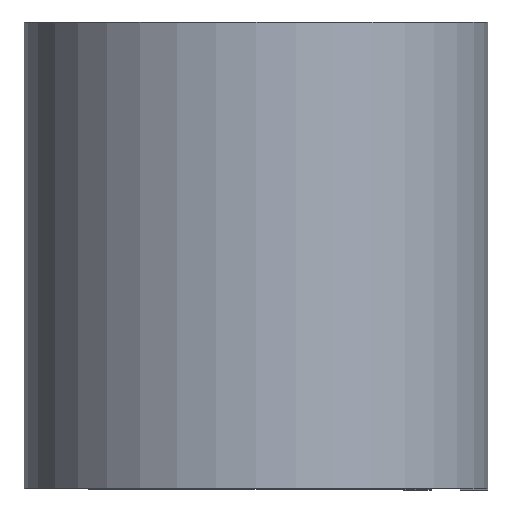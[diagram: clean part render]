
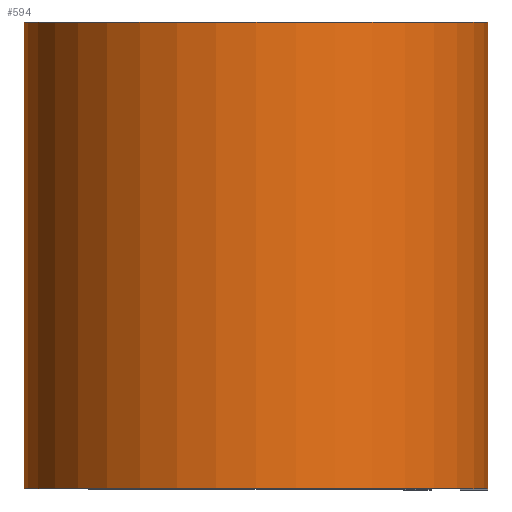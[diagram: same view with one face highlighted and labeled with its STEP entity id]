
A CAD part, top view. The second image highlights one B-rep face of the part: STEP entity #594.
In plain terms, the highlighted cylindrical face has radius 12.636 mm (diameter 25.273 mm), a partial arc.
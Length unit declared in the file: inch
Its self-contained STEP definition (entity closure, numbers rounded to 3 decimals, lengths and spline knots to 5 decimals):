
#4 = LINE ( 'NONE', #119, #268 ) ;
#18 = DIRECTION ( 'NONE',  ( 1., 0., 0. ) ) ;
#21 = DIRECTION ( 'NONE',  ( 0., 1., 0. ) ) ;
#23 = DIRECTION ( 'NONE',  ( 1., 0., 0. ) ) ;
#27 = CIRCLE ( 'NONE', #609, 0.4975 ) ;
#75 = VECTOR ( 'NONE', #203, 39.37008 ) ;
#80 = CARTESIAN_POINT ( 'NONE',  ( 0., -0.5, 0. ) ) ;
#109 = EDGE_LOOP ( 'NONE', ( #256, #628, #124, #222 ) ) ;
#119 = CARTESIAN_POINT ( 'NONE',  ( 0., 0.5, -0.4975 ) ) ;
#124 = ORIENTED_EDGE ( 'NONE', *, *, #273, .F. ) ;
#130 = EDGE_CURVE ( 'NONE', #208, #374, #27, .T. ) ;
#149 = EDGE_CURVE ( 'NONE', #220, #208, #4, .T. ) ;
#169 = AXIS2_PLACEMENT_3D ( 'NONE', #447, #265, #415 ) ;
#189 = CARTESIAN_POINT ( 'NONE',  ( 0.4975, 0.5, 0. ) ) ;
#203 = DIRECTION ( 'NONE',  ( 0., -1., 0. ) ) ;
#208 = VERTEX_POINT ( 'NONE', #217 ) ;
#214 = CIRCLE ( 'NONE', #320, 0.4975 ) ;
#217 = CARTESIAN_POINT ( 'NONE',  ( 0., -0.5, -0.4975 ) ) ;
#220 = VERTEX_POINT ( 'NONE', #309 ) ;
#222 = ORIENTED_EDGE ( 'NONE', *, *, #149, .T. ) ;
#224 = EDGE_CURVE ( 'NONE', #325, #374, #587, .T. ) ;
#256 = ORIENTED_EDGE ( 'NONE', *, *, #130, .T. ) ;
#265 = DIRECTION ( 'NONE',  ( 0., -1., 0. ) ) ;
#268 = VECTOR ( 'NONE', #615, 39.37008 ) ;
#273 = EDGE_CURVE ( 'NONE', #220, #325, #214, .T. ) ;
#309 = CARTESIAN_POINT ( 'NONE',  ( 0., 0.5, -0.4975 ) ) ;
#319 = DIRECTION ( 'NONE',  ( 0., 1., 0. ) ) ;
#320 = AXIS2_PLACEMENT_3D ( 'NONE', #442, #319, #23 ) ;
#325 = VERTEX_POINT ( 'NONE', #487 ) ;
#374 = VERTEX_POINT ( 'NONE', #431 ) ;
#415 = DIRECTION ( 'NONE',  ( 0., 0., -1. ) ) ;
#431 = CARTESIAN_POINT ( 'NONE',  ( 0.4975, -0.5, 0. ) ) ;
#442 = CARTESIAN_POINT ( 'NONE',  ( 0., 0.5, 0. ) ) ;
#447 = CARTESIAN_POINT ( 'NONE',  ( 0., 0.5, 0. ) ) ;
#487 = CARTESIAN_POINT ( 'NONE',  ( 0.4975, 0.5, 0. ) ) ;
#548 = CYLINDRICAL_SURFACE ( 'NONE', #169, 0.4975 ) ;
#561 = FACE_OUTER_BOUND ( 'NONE', #109, .T. ) ;
#587 = LINE ( 'NONE', #189, #75 ) ;
#594 = ADVANCED_FACE ( 'NONE', ( #561 ), #548, .T. ) ;
#609 = AXIS2_PLACEMENT_3D ( 'NONE', #80, #21, #18 ) ;
#615 = DIRECTION ( 'NONE',  ( 0., -1., 0. ) ) ;
#628 = ORIENTED_EDGE ( 'NONE', *, *, #224, .F. ) ;
